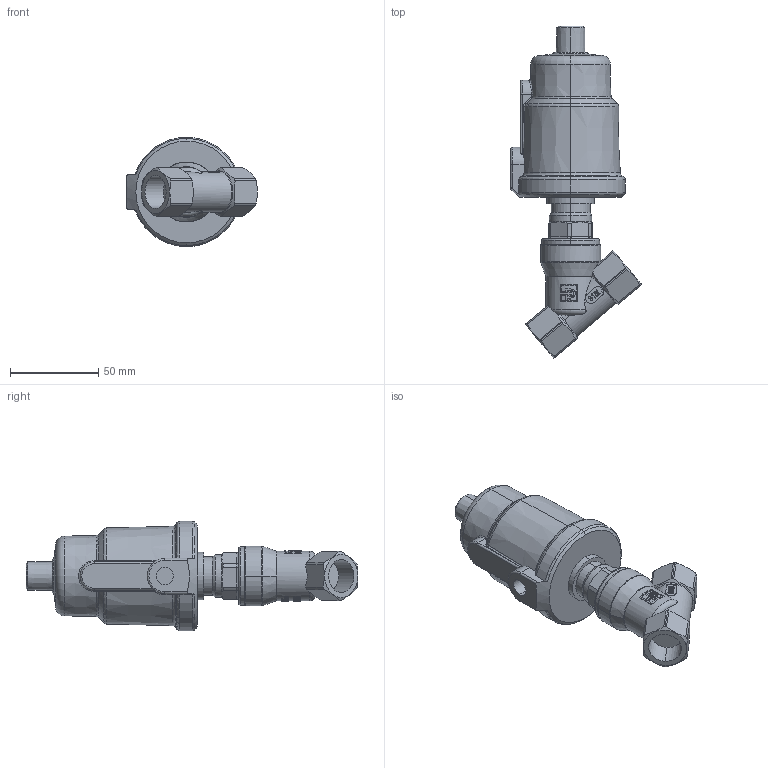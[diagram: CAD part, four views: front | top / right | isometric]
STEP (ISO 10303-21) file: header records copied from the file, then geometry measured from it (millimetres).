
FILE_DESCRIPTION (( 'STEP AP203' ), '1' );
FILE_NAME ('50DN15H2550.STEP', '2013-11-06T05:17:18', ( 'ad' ), ( '' ), 'SwSTEP 2.0', 'SolidWorks 2013', '' );
FILE_SCHEMA (( 'CONFIG_CONTROL_DESIGN' ));
Length unit declared in the file: millimetre
Products named in the file (1): 50DN15H2550
Bounding box: 74.1 x 188.27 x 62 mm (x, y, z)
Volume: 246122.2 mm3; surface area: 35227 mm2
Topology: 3 solids, 3 shells, 400 faces, 1019 edges, 649 vertices
Faces by surface type: bspline 137, plane 91, cylinder 81, cone 47, torus 44
Entity records: 22715 total; most frequent: CARTESIAN_POINT 14194, ORIENTED_EDGE 2034, DIRECTION 1312, EDGE_CURVE 1017, VERTEX_POINT 649, AXIS2_PLACEMENT_3D 523, B_SPLINE_CURVE_WITH_KNOTS 483, EDGE_LOOP 426
